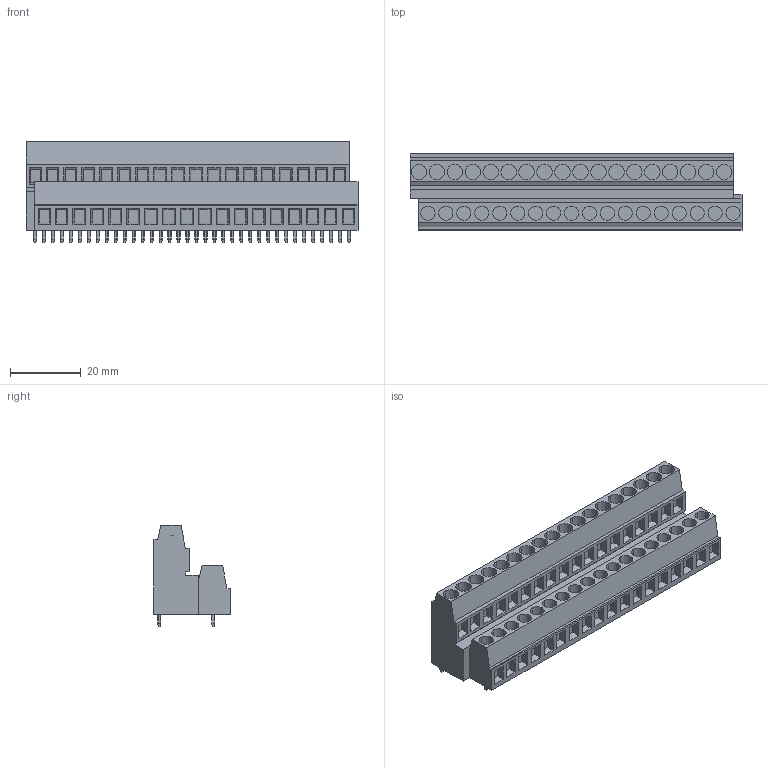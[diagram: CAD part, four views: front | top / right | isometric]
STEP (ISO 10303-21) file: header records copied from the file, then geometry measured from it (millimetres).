
FILE_DESCRIPTION(('CATIA V5 STEP Exchange','CAx-IF Rec.Pracs.--- Model Styling and Organization---1.2---2011-12-15'),'2;1');
FILE_NAME ('D1455714_0_1769010000_1769010000.stp','2018-09-07T07:44:47+00:00',('none'),('Weidmueller'),'CATIA Version 5-6 Release 2014','CATIA V5 STEP AP214','none');
FILE_SCHEMA(('AUTOMOTIVE_DESIGN { 1 0 10303 214 1 1 1 1 }'));
Length unit declared in the file: millimetre
Products named in the file (1): 1769010000
Bounding box: 93.98 x 21.6 x 28.7 mm (x, y, z)
Volume: 31847.9 mm3; surface area: 12711.6 mm2
Topology: 37 solids, 37 shells, 816 faces, 2010 edges, 1340 vertices
Faces by surface type: plane 743, cylinder 73
Entity records: 22004 total; most frequent: CARTESIAN_POINT 4284, ORIENTED_EDGE 4020, DIRECTION 2802, EDGE_CURVE 2010, VECTOR 1506, LINE 1506, VERTEX_POINT 1340, EDGE_LOOP 888
